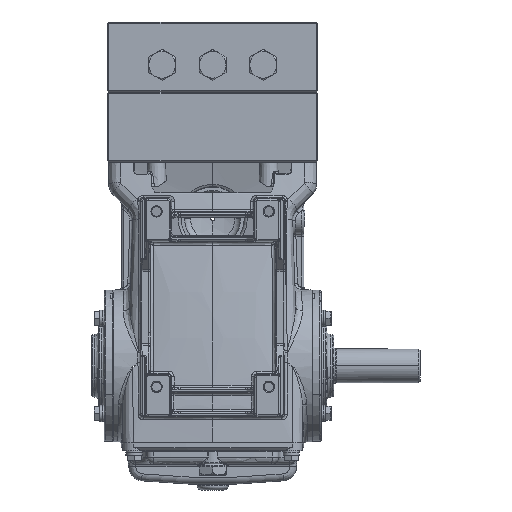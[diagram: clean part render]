
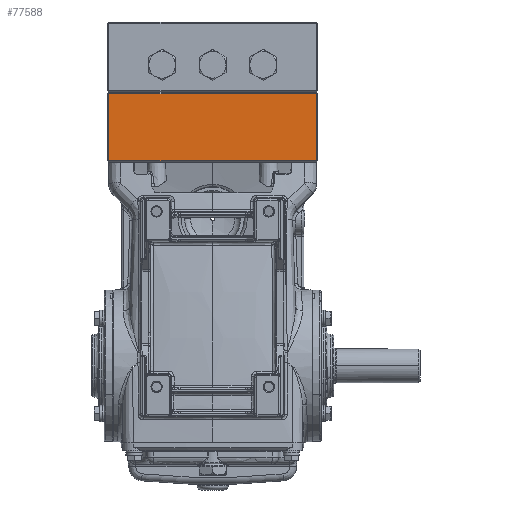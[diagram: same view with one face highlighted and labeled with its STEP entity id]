
A CAD part, front view. The second image highlights one B-rep face of the part: STEP entity #77588.
In plain terms, the highlighted planar face has unit normal (0, -1, 0).
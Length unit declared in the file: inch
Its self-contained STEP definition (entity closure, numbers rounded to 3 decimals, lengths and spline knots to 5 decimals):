
#267 = DIRECTION ( 'NONE',  ( 0., 0., -1. ) ) ;
#2767 = DIRECTION ( 'NONE',  ( -1., 0., 0. ) ) ;
#6379 = FACE_OUTER_BOUND ( 'NONE', #18809, .T. ) ;
#13624 = DIRECTION ( 'NONE',  ( 0., -1., 0. ) ) ;
#15069 = LINE ( 'NONE', #34398, #26508 ) ;
#15426 = VERTEX_POINT ( 'NONE', #65160 ) ;
#18146 = EDGE_CURVE ( 'NONE', #51696, #24887, #79458, .T. ) ;
#18809 = EDGE_LOOP ( 'NONE', ( #68930, #59612, #55993, #42427 ) ) ;
#21501 = EDGE_CURVE ( 'NONE', #24887, #15426, #47346, .T. ) ;
#22195 = VECTOR ( 'NONE', #2767, 39.37008 ) ;
#23613 = VECTOR ( 'NONE', #267, 39.37008 ) ;
#24887 = VERTEX_POINT ( 'NONE', #83787 ) ;
#26508 = VECTOR ( 'NONE', #52797, 39.37008 ) ;
#28194 = CARTESIAN_POINT ( 'NONE',  ( 2.91339, -2.8937, 5.74803 ) ) ;
#29345 = CARTESIAN_POINT ( 'NONE',  ( -2.95276, -2.8937, 7.6378 ) ) ;
#33460 = AXIS2_PLACEMENT_3D ( 'NONE', #78739, #13624, #52181 ) ;
#33546 = VECTOR ( 'NONE', #34055, 39.37008 ) ;
#34055 = DIRECTION ( 'NONE',  ( 0., 0., 1. ) ) ;
#34398 = CARTESIAN_POINT ( 'NONE',  ( -2.95276, -2.8937, 5.74803 ) ) ;
#34904 = CARTESIAN_POINT ( 'NONE',  ( 2.91339, -2.8937, 7.67717 ) ) ;
#36262 = CARTESIAN_POINT ( 'NONE',  ( -2.91339, -2.8937, 5.74803 ) ) ;
#42427 = ORIENTED_EDGE ( 'NONE', *, *, #21501, .T. ) ;
#47346 = LINE ( 'NONE', #29345, #22195 ) ;
#51696 = VERTEX_POINT ( 'NONE', #28194 ) ;
#52181 = DIRECTION ( 'NONE',  ( 0., 0., -1. ) ) ;
#52610 = PLANE ( 'NONE',  #33460 ) ;
#52797 = DIRECTION ( 'NONE',  ( 1., 0., 0. ) ) ;
#55993 = ORIENTED_EDGE ( 'NONE', *, *, #18146, .T. ) ;
#59612 = ORIENTED_EDGE ( 'NONE', *, *, #76159, .T. ) ;
#65160 = CARTESIAN_POINT ( 'NONE',  ( -2.91339, -2.8937, 7.6378 ) ) ;
#68930 = ORIENTED_EDGE ( 'NONE', *, *, #73031, .T. ) ;
#71399 = CARTESIAN_POINT ( 'NONE',  ( -2.91339, -2.8937, 5.70866 ) ) ;
#72652 = LINE ( 'NONE', #71399, #23613 ) ;
#73031 = EDGE_CURVE ( 'NONE', #15426, #83351, #72652, .T. ) ;
#76159 = EDGE_CURVE ( 'NONE', #83351, #51696, #15069, .T. ) ;
#77588 = ADVANCED_FACE ( 'NONE', ( #6379 ), #52610, .T. ) ;
#78739 = CARTESIAN_POINT ( 'NONE',  ( 0., -2.8937, 0. ) ) ;
#79458 = LINE ( 'NONE', #34904, #33546 ) ;
#83351 = VERTEX_POINT ( 'NONE', #36262 ) ;
#83787 = CARTESIAN_POINT ( 'NONE',  ( 2.91339, -2.8937, 7.6378 ) ) ;
